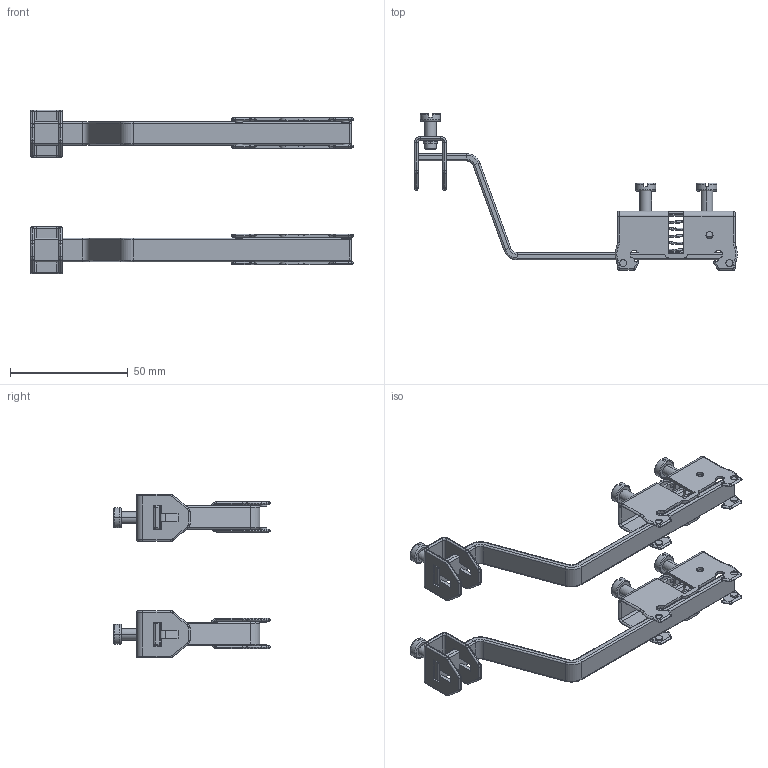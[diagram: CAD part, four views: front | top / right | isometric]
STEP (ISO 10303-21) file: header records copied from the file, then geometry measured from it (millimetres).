
FILE_DESCRIPTION (( 'STEP AP214' ), '1' );
FILE_NAME ('1092-004.STEP', '2024-07-31T08:29:59', ( '' ), ( '' ), 'SwSTEP 2.0', 'SolidWorks 2022', '' );
FILE_SCHEMA (( 'AUTOMOTIVE_DESIGN' ));
Length unit declared in the file: millimetre
Products named in the file (5): 1092-002; 1092-003; 1092-004; 1092-004 Einzel; 1092-001
Assembly tree (5 placements, depth 3):
  1092-004
    1092-004 Einzel  x2
      1092-003
      1092-001
      1092-002
Bounding box: 136.95 x 66.47 x 69.41 mm (x, y, z)
Volume: 20652.4 mm3; surface area: 25480.8 mm2
Topology: 6 solids, 6 shells, 916 faces, 2288 edges, 1392 vertices
Faces by surface type: cylinder 382, plane 278, torus 228, sphere 16, cone 12
Entity records: 14451 total; most frequent: DIRECTION 2608, CARTESIAN_POINT 2526, ORIENTED_EDGE 2272, EDGE_CURVE 1136, AXIS2_PLACEMENT_3D 1052, VERTEX_POINT 696, CIRCLE 585, VECTOR 504
